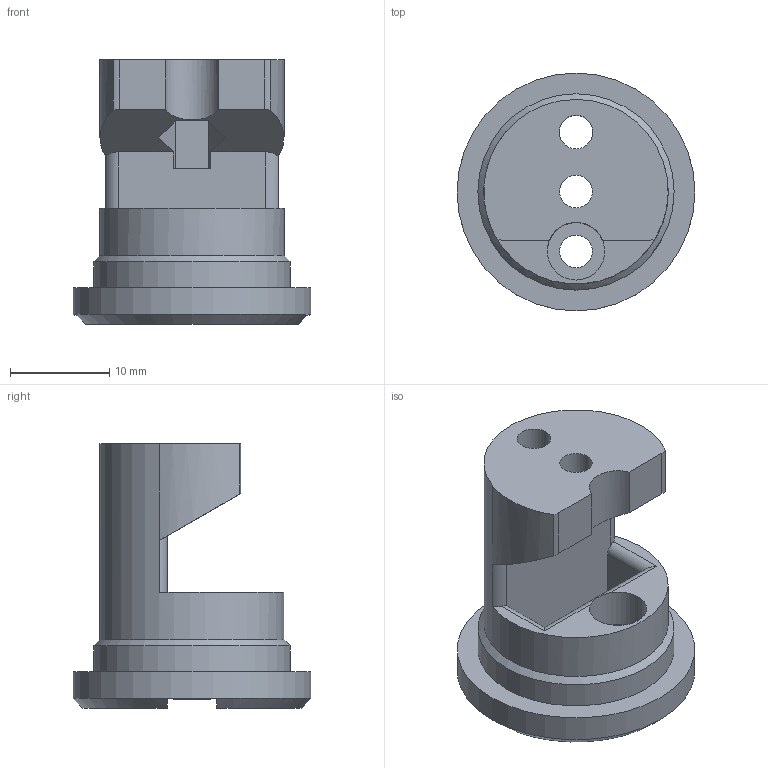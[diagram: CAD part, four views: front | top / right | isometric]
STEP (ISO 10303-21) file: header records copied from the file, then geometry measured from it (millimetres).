
FILE_DESCRIPTION(/* description */ ('STEP AP242','CAx-IF Rec.Pracs.---Representation and Presentation of Product Manufacturing Information (PMI)---4.0---2014-10-13','CAx-IF Rec.Pracs.---3D Tessellated Geometry---0.4---2014-09-14','2;1'),/* implementation_level */ '2;1');
FILE_NAME(/* name */ '626283324fc8d629c9fa26ed',/* time_stamp */ '2022-04-22T10:28:03+00:00',/* author */ (''),/* organization */ (''),/* preprocessor_version */ 'ST-DEVELOPER v18.101',/* originating_system */ ' ',/* authorisation */ ' ');
FILE_SCHEMA (('AP242_MANAGED_MODEL_BASED_3D_ENGINEERING_MIM_LF { 1 0 10303 442 1 1 4 }'));
Length unit declared in the file: metre
Products named in the file (1): top
Bounding box: 24 x 24 x 26.7 mm (x, y, z)
Volume: 4635.9 mm3; surface area: 3342.1 mm2
Topology: 1 solids, 1 shells, 41 faces, 114 edges, 74 vertices
Faces by surface type: plane 23, cylinder 16, cone 2
Full cylindrical faces by diameter (mm): 3.3 x2, 3.4 x1, 5.8 x1, 18.6 x1, 19.8 x1, 24 x1
Entity records: 1265 total; most frequent: CARTESIAN_POINT 239, DIRECTION 206, ORIENTED_EDGE 200, EDGE_CURVE 100, AXIS2_PLACEMENT_3D 74, VERTEX_POINT 70, LINE 58, VECTOR 58
